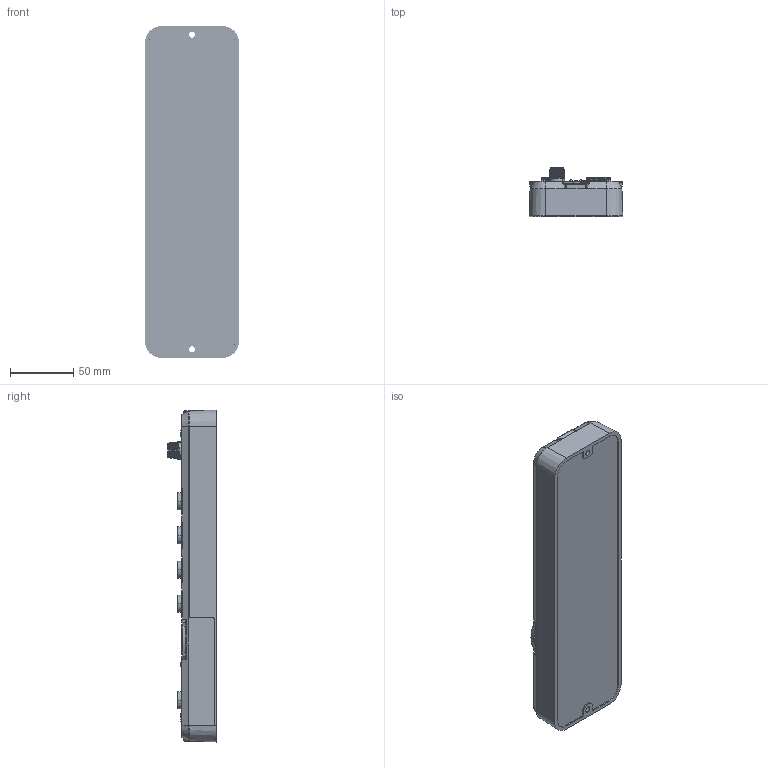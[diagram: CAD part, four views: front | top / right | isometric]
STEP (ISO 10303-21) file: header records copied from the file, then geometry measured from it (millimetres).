
FILE_DESCRIPTION((''),'2;1');
FILE_NAME('250950_SM01_ASM','2025-09-03T09:29:02',('banengservice'),('BANNER ENGINEERING'),'CREO PARAMETRIC BY PTC INC, 2022414','CREO PARAMETRIC BY PTC INC, 2022414','');
FILE_SCHEMA(('CONFIG_CONTROL_DESIGN'));
Products named in the file (2): 250950_EP01; 250950_SM01_ASM
Assembly tree (1 placements, depth 2):
  250950_SM01_ASM
    250950_EP01
Bounding box: 73.91 x 38.3 x 261.91 mm (x, y, z)
Volume: 496475.3 mm3; surface area: 72469.5 mm2
Topology: 1 solids, 1 shells, 3227 faces, 8215 edges, 5239 vertices
Faces by surface type: plane 1318, cylinder 905, cone 642, bspline 119, extrusion 112, sphere 77, torus 54
Entity records: 146912 total; most frequent: CARTESIAN_POINT 70958, ORIENTED_EDGE 16286, DIRECTION 15129, EDGE_CURVE 8143, AXIS2_PLACEMENT_3D 5805, VERTEX_POINT 5239, EDGE_LOOP 3552, VECTOR 3519
